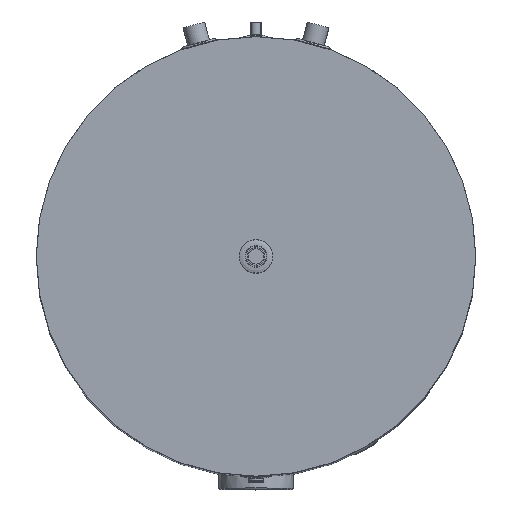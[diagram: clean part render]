
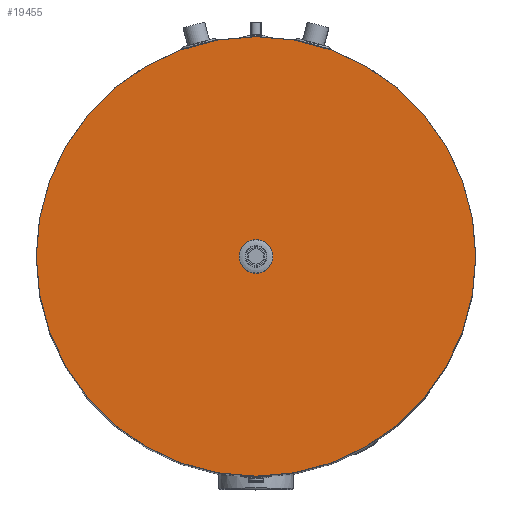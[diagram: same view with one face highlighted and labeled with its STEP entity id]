
A CAD part, top view. The second image highlights one B-rep face of the part: STEP entity #19455.
In plain terms, the highlighted planar face has unit normal (0, 0, 1).
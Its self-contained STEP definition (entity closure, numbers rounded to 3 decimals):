
#3943=FACE_BOUND('',#7315,.T.);
#5302=FACE_OUTER_BOUND('',#7314,.T.);
#7314=EDGE_LOOP('',(#16934));
#7315=EDGE_LOOP('',(#16935));
#8491=CIRCLE('',#21707,41.);
#8492=CIRCLE('',#21709,870.5);
#10267=VERTEX_POINT('',#34370);
#10268=VERTEX_POINT('',#34373);
#12562=EDGE_CURVE('',#10267,#10267,#8491,.T.);
#12563=EDGE_CURVE('',#10268,#10268,#8492,.T.);
#16934=ORIENTED_EDGE('',*,*,#12563,.T.);
#16935=ORIENTED_EDGE('',*,*,#12562,.T.);
#18224=PLANE('',#21712);
#19455=ADVANCED_FACE('',(#5302,#3943),#18224,.T.);
#21707=AXIS2_PLACEMENT_3D('',#34371,#27226,#27227);
#21709=AXIS2_PLACEMENT_3D('',#34374,#27230,#27231);
#21712=AXIS2_PLACEMENT_3D('',#34378,#27236,#27237);
#27226=DIRECTION('center_axis',(0.,0.,-1.));
#27227=DIRECTION('ref_axis',(-1.,0.,0.));
#27230=DIRECTION('center_axis',(0.,0.,1.));
#27231=DIRECTION('ref_axis',(-1.,0.,0.));
#27236=DIRECTION('center_axis',(0.,0.,1.));
#27237=DIRECTION('ref_axis',(1.,0.,0.));
#34370=CARTESIAN_POINT('',(41.,0.,3230.));
#34371=CARTESIAN_POINT('Origin',(0.,0.,3230.));
#34373=CARTESIAN_POINT('',(870.5,0.,3230.));
#34374=CARTESIAN_POINT('Origin',(0.,0.,3230.));
#34378=CARTESIAN_POINT('Origin',(0.,0.,
3230.));
